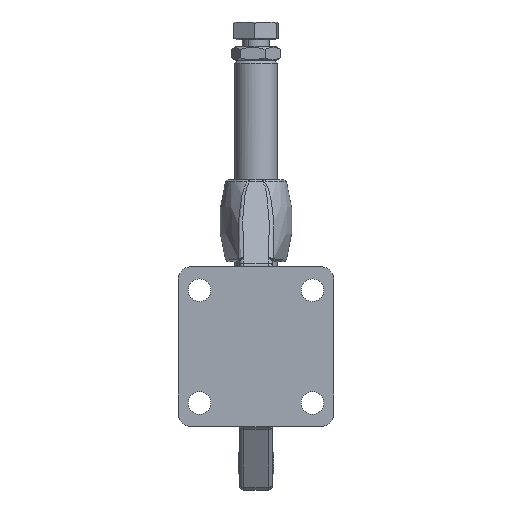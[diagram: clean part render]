
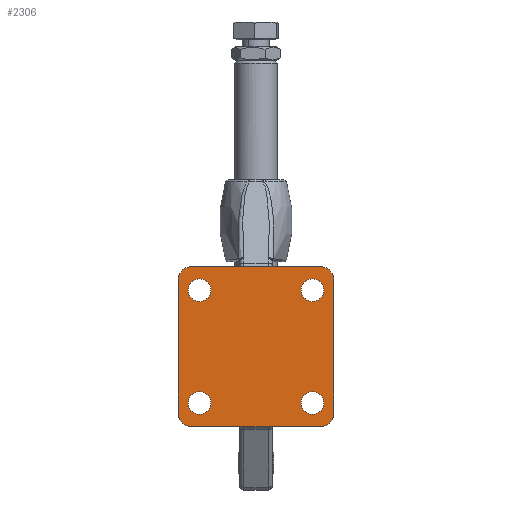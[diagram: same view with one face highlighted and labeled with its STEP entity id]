
A CAD part, front view. The second image highlights one B-rep face of the part: STEP entity #2306.
In plain terms, the highlighted planar face has unit normal (0, -1, 0).
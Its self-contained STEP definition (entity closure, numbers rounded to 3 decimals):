
#439 = VERTEX_POINT ( 'NONE', #28274 ) ;
#510 = VERTEX_POINT ( 'NONE', #28321 ) ;
#554 = VERTEX_POINT ( 'NONE', #28338 ) ;
#2306 = ADVANCED_FACE ( 'NONE', ( #9489, #9501, #9499, #9500, #9498 ), #10790, .F. ) ;
#7579 = EDGE_LOOP ( 'NONE', ( #7881, #7882 ) ) ;
#7580 = EDGE_LOOP ( 'NONE', ( #7883, #7884, #7885, #7886, #7887, #7888, #7889, #7890 ) ) ;
#7581 = EDGE_LOOP ( 'NONE', ( #7877, #7878 ) ) ;
#7583 = EDGE_LOOP ( 'NONE', ( #7875, #7876 ) ) ;
#7584 = EDGE_LOOP ( 'NONE', ( #7879, #7880 ) ) ;
#7728 = VERTEX_POINT ( 'NONE', #21380 ) ;
#7733 = VERTEX_POINT ( 'NONE', #21379 ) ;
#7735 = VERTEX_POINT ( 'NONE', #21384 ) ;
#7736 = VERTEX_POINT ( 'NONE', #21385 ) ;
#7739 = VERTEX_POINT ( 'NONE', #21388 ) ;
#7741 = VERTEX_POINT ( 'NONE', #21390 ) ;
#7742 = VERTEX_POINT ( 'NONE', #21391 ) ;
#7743 = VERTEX_POINT ( 'NONE', #21392 ) ;
#7875 = ORIENTED_EDGE ( 'NONE', *, *, #8746, .F. ) ;
#7876 = ORIENTED_EDGE ( 'NONE', *, *, #8619, .F. ) ;
#7877 = ORIENTED_EDGE ( 'NONE', *, *, #8747, .F. ) ;
#7878 = ORIENTED_EDGE ( 'NONE', *, *, #8623, .F. ) ;
#7879 = ORIENTED_EDGE ( 'NONE', *, *, #8748, .F. ) ;
#7880 = ORIENTED_EDGE ( 'NONE', *, *, #8627, .F. ) ;
#7881 = ORIENTED_EDGE ( 'NONE', *, *, #8749, .F. ) ;
#7882 = ORIENTED_EDGE ( 'NONE', *, *, #8631, .F. ) ;
#7883 = ORIENTED_EDGE ( 'NONE', *, *, #8750, .F. ) ;
#7884 = ORIENTED_EDGE ( 'NONE', *, *, #8751, .T. ) ;
#7885 = ORIENTED_EDGE ( 'NONE', *, *, #8752, .T. ) ;
#7886 = ORIENTED_EDGE ( 'NONE', *, *, #8753, .T. ) ;
#7887 = ORIENTED_EDGE ( 'NONE', *, *, #8745, .T. ) ;
#7888 = ORIENTED_EDGE ( 'NONE', *, *, #8754, .T. ) ;
#7889 = ORIENTED_EDGE ( 'NONE', *, *, #8755, .F. ) ;
#7890 = ORIENTED_EDGE ( 'NONE', *, *, #8756, .T. ) ;
#8619 = EDGE_CURVE ( 'NONE', #510, #28572, #23016, .T. ) ;
#8623 = EDGE_CURVE ( 'NONE', #554, #28648, #23022, .T. ) ;
#8627 = EDGE_CURVE ( 'NONE', #28510, #28649, #23028, .T. ) ;
#8631 = EDGE_CURVE ( 'NONE', #439, #28542, #23034, .T. ) ;
#8745 = EDGE_CURVE ( 'NONE', #7728, #7736, #23182, .T. ) ;
#8746 = EDGE_CURVE ( 'NONE', #28572, #510, #23178, .T. ) ;
#8747 = EDGE_CURVE ( 'NONE', #28648, #554, #23186, .T. ) ;
#8748 = EDGE_CURVE ( 'NONE', #28649, #28510, #23187, .T. ) ;
#8749 = EDGE_CURVE ( 'NONE', #28542, #439, #23188, .T. ) ;
#8750 = EDGE_CURVE ( 'NONE', #7733, #7735, #23189, .T. ) ;
#8751 = EDGE_CURVE ( 'NONE', #7733, #7741, #23184, .T. ) ;
#8752 = EDGE_CURVE ( 'NONE', #7741, #7742, #23192, .T. ) ;
#8753 = EDGE_CURVE ( 'NONE', #7742, #7728, #23193, .T. ) ;
#8754 = EDGE_CURVE ( 'NONE', #7736, #7739, #23195, .T. ) ;
#8755 = EDGE_CURVE ( 'NONE', #7743, #7739, #23196, .T. ) ;
#8756 = EDGE_CURVE ( 'NONE', #7743, #7735, #23190, .T. ) ;
#9003 = AXIS2_PLACEMENT_3D ( 'NONE', #10787, #10782, #10793 ) ;
#9489 = FACE_BOUND ( 'NONE', #7583, .T. ) ;
#9498 = FACE_OUTER_BOUND ( 'NONE', #7580, .T. ) ;
#9499 = FACE_BOUND ( 'NONE', #7584, .T. ) ;
#9500 = FACE_BOUND ( 'NONE', #7579, .T. ) ;
#9501 = FACE_BOUND ( 'NONE', #7581, .T. ) ;
#10782 = DIRECTION ( 'NONE',  ( 0., 1., 0. ) ) ;
#10787 = CARTESIAN_POINT ( 'NONE',  ( 0., -31.8, -115. ) ) ;
#10790 = PLANE ( 'NONE',  #9003 ) ;
#10793 = DIRECTION ( 'NONE',  ( 0., 0., 1. ) ) ;
#16060 = AXIS2_PLACEMENT_3D ( 'NONE', #25326, #25327, #25328 ) ;
#16062 = AXIS2_PLACEMENT_3D ( 'NONE', #25337, #25338, #25339 ) ;
#16064 = AXIS2_PLACEMENT_3D ( 'NONE', #25347, #25348, #25349 ) ;
#16066 = AXIS2_PLACEMENT_3D ( 'NONE', #25357, #25358, #25359 ) ;
#16107 = AXIS2_PLACEMENT_3D ( 'NONE', #26015, #26016, #26017 ) ;
#16108 = AXIS2_PLACEMENT_3D ( 'NONE', #26018, #26019, #26020 ) ;
#16109 = AXIS2_PLACEMENT_3D ( 'NONE', #26023, #26024, #26025 ) ;
#16110 = AXIS2_PLACEMENT_3D ( 'NONE', #26027, #26028, #26029 ) ;
#16111 = AXIS2_PLACEMENT_3D ( 'NONE', #26031, #26032, #26033 ) ;
#16112 = AXIS2_PLACEMENT_3D ( 'NONE', #26036, #26037, #26038 ) ;
#16113 = AXIS2_PLACEMENT_3D ( 'NONE', #26040, #26041, #26042 ) ;
#16114 = AXIS2_PLACEMENT_3D ( 'NONE', #26044, #26045, #26046 ) ;
#21379 = CARTESIAN_POINT ( 'NONE',  ( -28.6, -31.8, -85.6 ) ) ;
#21380 = CARTESIAN_POINT ( 'NONE',  ( 28.6, -31.8, -85.6 ) ) ;
#21384 = CARTESIAN_POINT ( 'NONE',  ( -28.6, -31.8, -36.8 ) ) ;
#21385 = CARTESIAN_POINT ( 'NONE',  ( 28.6, -31.8, -36.8 ) ) ;
#21388 = CARTESIAN_POINT ( 'NONE',  ( 23.6, -31.8, -31.8 ) ) ;
#21390 = CARTESIAN_POINT ( 'NONE',  ( -23.6, -31.8, -90.6 ) ) ;
#21391 = CARTESIAN_POINT ( 'NONE',  ( 23.6, -31.8, -90.6 ) ) ;
#21392 = CARTESIAN_POINT ( 'NONE',  ( -23.6, -31.8, -31.8 ) ) ;
#23016 = CIRCLE ( 'NONE', #16060, 4.15 ) ;
#23022 = CIRCLE ( 'NONE', #16062, 4.15 ) ;
#23028 = CIRCLE ( 'NONE', #16064, 4.15 ) ;
#23034 = CIRCLE ( 'NONE', #16066, 4.15 ) ;
#23178 = CIRCLE ( 'NONE', #16107, 4.15 ) ;
#23182 = LINE ( 'NONE', #26013, #23185 ) ;
#23184 = CIRCLE ( 'NONE', #16111, 5. ) ;
#23185 = VECTOR ( 'NONE', #26014, 1000. ) ;
#23186 = CIRCLE ( 'NONE', #16108, 4.15 ) ;
#23187 = CIRCLE ( 'NONE', #16109, 4.15 ) ;
#23188 = CIRCLE ( 'NONE', #16110, 4.15 ) ;
#23189 = LINE ( 'NONE', #26021, #23191 ) ;
#23190 = CIRCLE ( 'NONE', #16114, 5. ) ;
#23191 = VECTOR ( 'NONE', #26022, 1000. ) ;
#23192 = LINE ( 'NONE', #26030, #23194 ) ;
#23193 = CIRCLE ( 'NONE', #16112, 5. ) ;
#23194 = VECTOR ( 'NONE', #26026, 1000. ) ;
#23195 = CIRCLE ( 'NONE', #16113, 5. ) ;
#23196 = LINE ( 'NONE', #26034, #23198 ) ;
#23198 = VECTOR ( 'NONE', #26035, 1000. ) ;
#25326 = CARTESIAN_POINT ( 'NONE',  ( -20.7, -31.8, -81.9 ) ) ;
#25327 = DIRECTION ( 'NONE',  ( 0., -1., 0. ) ) ;
#25328 = DIRECTION ( 'NONE',  ( 0., 0., -1. ) ) ;
#25337 = CARTESIAN_POINT ( 'NONE',  ( 20.7, -31.8, -81.9 ) ) ;
#25338 = DIRECTION ( 'NONE',  ( 0., -1., 0. ) ) ;
#25339 = DIRECTION ( 'NONE',  ( 0., 0., -1. ) ) ;
#25347 = CARTESIAN_POINT ( 'NONE',  ( 20.7, -31.8, -40.5 ) ) ;
#25348 = DIRECTION ( 'NONE',  ( 0., -1., 0. ) ) ;
#25349 = DIRECTION ( 'NONE',  ( 0., 0., -1. ) ) ;
#25357 = CARTESIAN_POINT ( 'NONE',  ( -20.7, -31.8, -40.5 ) ) ;
#25358 = DIRECTION ( 'NONE',  ( 0., -1., 0. ) ) ;
#25359 = DIRECTION ( 'NONE',  ( 0., 0., -1. ) ) ;
#26013 = CARTESIAN_POINT ( 'NONE',  ( 28.6, -31.8, -115. ) ) ;
#26014 = DIRECTION ( 'NONE',  ( 0., 0., 1. ) ) ;
#26015 = CARTESIAN_POINT ( 'NONE',  ( -20.7, -31.8, -81.9 ) ) ;
#26016 = DIRECTION ( 'NONE',  ( 0., -1., 0. ) ) ;
#26017 = DIRECTION ( 'NONE',  ( 0., 0., -1. ) ) ;
#26018 = CARTESIAN_POINT ( 'NONE',  ( 20.7, -31.8, -81.9 ) ) ;
#26019 = DIRECTION ( 'NONE',  ( 0., -1., 0. ) ) ;
#26020 = DIRECTION ( 'NONE',  ( 0., 0., -1. ) ) ;
#26021 = CARTESIAN_POINT ( 'NONE',  ( -28.6, -31.8, -115. ) ) ;
#26022 = DIRECTION ( 'NONE',  ( 0., 0., 1. ) ) ;
#26023 = CARTESIAN_POINT ( 'NONE',  ( 20.7, -31.8, -40.5 ) ) ;
#26024 = DIRECTION ( 'NONE',  ( 0., -1., 0. ) ) ;
#26025 = DIRECTION ( 'NONE',  ( 0., 0., -1. ) ) ;
#26026 = DIRECTION ( 'NONE',  ( 1., 0., 0. ) ) ;
#26027 = CARTESIAN_POINT ( 'NONE',  ( -20.7, -31.8, -40.5 ) ) ;
#26028 = DIRECTION ( 'NONE',  ( 0., -1., 0. ) ) ;
#26029 = DIRECTION ( 'NONE',  ( 0., 0., -1. ) ) ;
#26030 = CARTESIAN_POINT ( 'NONE',  ( -28.6, -31.8, -90.6 ) ) ;
#26031 = CARTESIAN_POINT ( 'NONE',  ( -23.6, -31.8, -85.6 ) ) ;
#26032 = DIRECTION ( 'NONE',  ( 0., -1., 0. ) ) ;
#26033 = DIRECTION ( 'NONE',  ( 0., 0., 1. ) ) ;
#26034 = CARTESIAN_POINT ( 'NONE',  ( -28.6, -31.8, -31.8 ) ) ;
#26035 = DIRECTION ( 'NONE',  ( 1., 0., 0. ) ) ;
#26036 = CARTESIAN_POINT ( 'NONE',  ( 23.6, -31.8, -85.6 ) ) ;
#26037 = DIRECTION ( 'NONE',  ( 0., -1., 0. ) ) ;
#26038 = DIRECTION ( 'NONE',  ( 0., 0., 1. ) ) ;
#26040 = CARTESIAN_POINT ( 'NONE',  ( 23.6, -31.8, -36.8 ) ) ;
#26041 = DIRECTION ( 'NONE',  ( 0., -1., 0. ) ) ;
#26042 = DIRECTION ( 'NONE',  ( 0., 0., 1. ) ) ;
#26044 = CARTESIAN_POINT ( 'NONE',  ( -23.6, -31.8, -36.8 ) ) ;
#26045 = DIRECTION ( 'NONE',  ( 0., -1., 0. ) ) ;
#26046 = DIRECTION ( 'NONE',  ( 0., 0., 1. ) ) ;
#27037 = CARTESIAN_POINT ( 'NONE',  ( 20.7, -31.8, -36.35 ) ) ;
#27063 = CARTESIAN_POINT ( 'NONE',  ( -20.7, -31.8, -44.65 ) ) ;
#27090 = CARTESIAN_POINT ( 'NONE',  ( -20.7, -31.8, -86.05 ) ) ;
#27153 = CARTESIAN_POINT ( 'NONE',  ( 20.7, -31.8, -86.05 ) ) ;
#27154 = CARTESIAN_POINT ( 'NONE',  ( 20.7, -31.8, -44.65 ) ) ;
#28274 = CARTESIAN_POINT ( 'NONE',  ( -20.7, -31.8, -36.35 ) ) ;
#28321 = CARTESIAN_POINT ( 'NONE',  ( -20.7, -31.8, -77.75 ) ) ;
#28338 = CARTESIAN_POINT ( 'NONE',  ( 20.7, -31.8, -77.75 ) ) ;
#28510 = VERTEX_POINT ( 'NONE', #27037 ) ;
#28542 = VERTEX_POINT ( 'NONE', #27063 ) ;
#28572 = VERTEX_POINT ( 'NONE', #27090 ) ;
#28648 = VERTEX_POINT ( 'NONE', #27153 ) ;
#28649 = VERTEX_POINT ( 'NONE', #27154 ) ;
